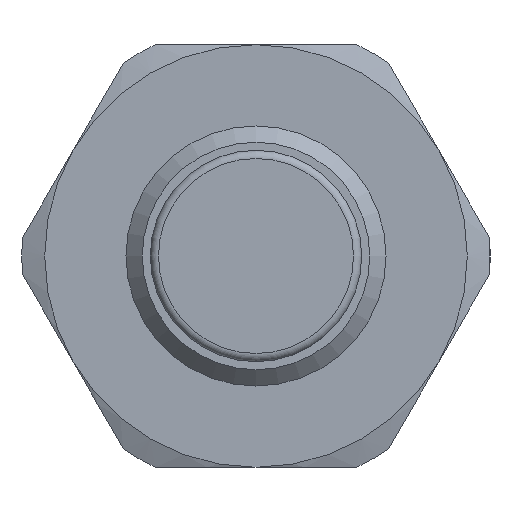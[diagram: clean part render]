
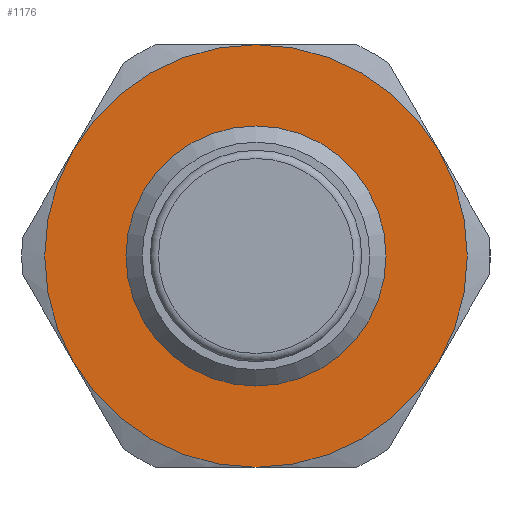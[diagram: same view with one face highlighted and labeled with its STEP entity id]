
A CAD part, left-side view. The second image highlights one B-rep face of the part: STEP entity #1176.
In plain terms, the highlighted planar face has unit normal (-1, 0, 0).
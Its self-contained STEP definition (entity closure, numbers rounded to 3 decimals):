
#1104=CARTESIAN_POINT('',(6.1,0.,0.));
#1105=DIRECTION('',(1.0,0.0,0.0));
#1106=DIRECTION('',(0.0,0.0,-1.0));
#1107=AXIS2_PLACEMENT_3D('',#1104,#1105,#1106);
#1108=PLANE('',#1107);
#1109=CARTESIAN_POINT('',(6.1,5.629,3.25));
#1110=VERTEX_POINT('',#1109);
#1111=CARTESIAN_POINT('',(6.1,5.629,-3.25));
#1112=VERTEX_POINT('',#1111);
#1113=CARTESIAN_POINT('',(6.1,0.,0.));
#1114=DIRECTION('',(-1.0,0.0,0.0));
#1115=DIRECTION('',(0.0,-1.0,0.0));
#1116=AXIS2_PLACEMENT_3D('',#1113,#1114,#1115);
#1117=CIRCLE('',#1116,6.5);
#1118=EDGE_CURVE('',#1110,#1112,#1117,.T.);
#1119=ORIENTED_EDGE('',*,*,#1118,.T.);
#1120=CARTESIAN_POINT('',(6.1,0.,-6.5));
#1121=VERTEX_POINT('',#1120);
#1122=CARTESIAN_POINT('',(6.1,0.,0.));
#1123=DIRECTION('',(-1.0,0.0,0.0));
#1124=DIRECTION('',(0.0,-1.0,0.0));
#1125=AXIS2_PLACEMENT_3D('',#1122,#1123,#1124);
#1126=CIRCLE('',#1125,6.5);
#1127=EDGE_CURVE('',#1112,#1121,#1126,.T.);
#1128=ORIENTED_EDGE('',*,*,#1127,.T.);
#1129=CARTESIAN_POINT('',(6.1,-5.629,-3.25));
#1130=VERTEX_POINT('',#1129);
#1131=CARTESIAN_POINT('',(6.1,0.,0.));
#1132=DIRECTION('',(-1.0,0.0,0.0));
#1133=DIRECTION('',(0.0,-1.0,0.0));
#1134=AXIS2_PLACEMENT_3D('',#1131,#1132,#1133);
#1135=CIRCLE('',#1134,6.5);
#1136=EDGE_CURVE('',#1121,#1130,#1135,.T.);
#1137=ORIENTED_EDGE('',*,*,#1136,.T.);
#1138=CARTESIAN_POINT('',(6.1,-5.629,3.25));
#1139=VERTEX_POINT('',#1138);
#1140=CARTESIAN_POINT('',(6.1,0.,0.));
#1141=DIRECTION('',(-1.0,0.0,0.0));
#1142=DIRECTION('',(0.0,-1.0,0.0));
#1143=AXIS2_PLACEMENT_3D('',#1140,#1141,#1142);
#1144=CIRCLE('',#1143,6.5);
#1145=EDGE_CURVE('',#1130,#1139,#1144,.T.);
#1146=ORIENTED_EDGE('',*,*,#1145,.T.);
#1147=CARTESIAN_POINT('',(6.1,0.,6.5));
#1148=VERTEX_POINT('',#1147);
#1149=CARTESIAN_POINT('',(6.1,0.,0.));
#1150=DIRECTION('',(-1.0,0.0,0.0));
#1151=DIRECTION('',(0.0,-1.0,0.0));
#1152=AXIS2_PLACEMENT_3D('',#1149,#1150,#1151);
#1153=CIRCLE('',#1152,6.5);
#1154=EDGE_CURVE('',#1139,#1148,#1153,.T.);
#1155=ORIENTED_EDGE('',*,*,#1154,.T.);
#1156=CARTESIAN_POINT('',(6.1,0.,0.));
#1157=DIRECTION('',(-1.0,0.0,0.0));
#1158=DIRECTION('',(0.0,-1.0,0.0));
#1159=AXIS2_PLACEMENT_3D('',#1156,#1157,#1158);
#1160=CIRCLE('',#1159,6.5);
#1161=EDGE_CURVE('',#1148,#1110,#1160,.T.);
#1162=ORIENTED_EDGE('',*,*,#1161,.T.);
#1163=EDGE_LOOP('',(#1119,#1128,#1137,#1146,#1155,#1162));
#1164=FACE_OUTER_BOUND('',#1163,.T.);
#1165=CARTESIAN_POINT('',(6.1,4.,0.));
#1166=VERTEX_POINT('',#1165);
#1167=CARTESIAN_POINT('',(6.1,0.,0.));
#1168=DIRECTION('',(-1.0,0.0,0.0));
#1169=DIRECTION('',(0.0,-1.0,0.0));
#1170=AXIS2_PLACEMENT_3D('',#1167,#1168,#1169);
#1171=CIRCLE('',#1170,4.);
#1172=EDGE_CURVE('',#1166,#1166,#1171,.T.);
#1173=ORIENTED_EDGE('',*,*,#1172,.F.);
#1174=EDGE_LOOP('',(#1173));
#1175=FACE_BOUND('',#1174,.T.);
#1176=ADVANCED_FACE('',(#1164,#1175),#1108,.F.);
